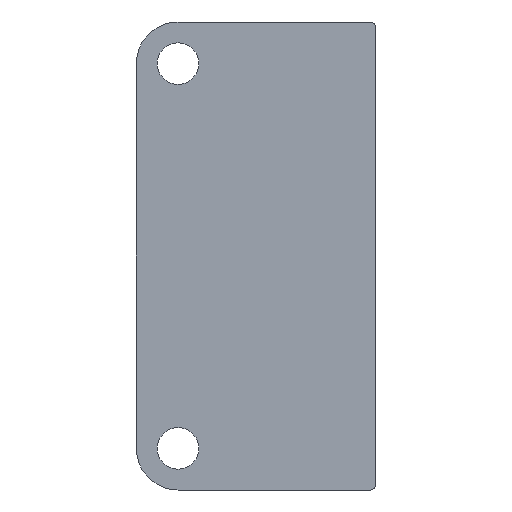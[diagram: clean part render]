
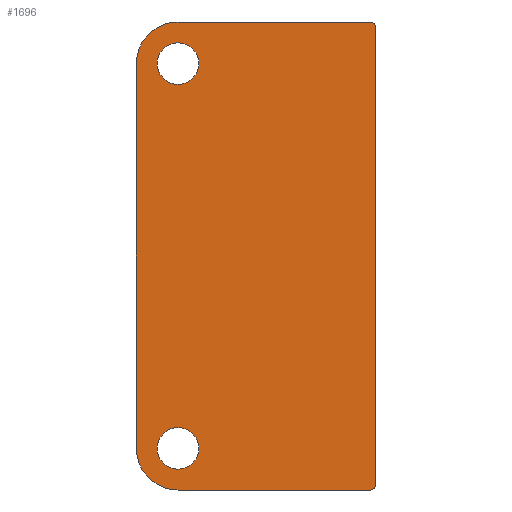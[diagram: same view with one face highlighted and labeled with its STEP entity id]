
A CAD part, left-side view. The second image highlights one B-rep face of the part: STEP entity #1696.
In plain terms, the highlighted planar face has unit normal (-1, 0, 0).
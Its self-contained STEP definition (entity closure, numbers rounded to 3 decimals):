
#44=FACE_BOUND('',#320,.T.);
#45=FACE_BOUND('',#321,.T.);
#97=PLANE('',#1896);
#193=FACE_OUTER_BOUND('',#319,.T.);
#319=EDGE_LOOP('',(#1450,#1451,#1452,#1453,#1454,#1455,#1456,#1457));
#320=EDGE_LOOP('',(#1458));
#321=EDGE_LOOP('',(#1459));
#326=LINE('',#2402,#454);
#336=LINE('',#2443,#464);
#448=LINE('',#2838,#576);
#449=LINE('',#2840,#577);
#454=VECTOR('',#1911,100.);
#464=VECTOR('',#1947,100.);
#576=VECTOR('',#2381,100.);
#577=VECTOR('',#2384,100.);
#579=CIRCLE('',#1719,0.5);
#589=CIRCLE('',#1732,0.5);
#658=CIRCLE('',#1887,2.);
#659=CIRCLE('',#1889,2.);
#660=CIRCLE('',#1891,4.);
#661=CIRCLE('',#1893,4.);
#664=VERTEX_POINT('',#2392);
#665=VERTEX_POINT('',#2394);
#667=VERTEX_POINT('',#2400);
#683=VERTEX_POINT('',#2436);
#684=VERTEX_POINT('',#2438);
#685=VERTEX_POINT('',#2442);
#804=VERTEX_POINT('',#2824);
#805=VERTEX_POINT('',#2827);
#806=VERTEX_POINT('',#2830);
#807=VERTEX_POINT('',#2834);
#810=EDGE_CURVE('',#664,#665,#579,.T.);
#814=EDGE_CURVE('',#667,#664,#326,.T.);
#832=EDGE_CURVE('',#683,#684,#589,.T.);
#834=EDGE_CURVE('',#684,#685,#336,.T.);
#1012=EDGE_CURVE('',#804,#804,#658,.T.);
#1013=EDGE_CURVE('',#805,#805,#659,.T.);
#1014=EDGE_CURVE('',#685,#806,#660,.T.);
#1017=EDGE_CURVE('',#807,#667,#661,.T.);
#1018=EDGE_CURVE('',#806,#807,#448,.T.);
#1019=EDGE_CURVE('',#665,#683,#449,.T.);
#1450=ORIENTED_EDGE('',*,*,#810,.F.);
#1451=ORIENTED_EDGE('',*,*,#814,.F.);
#1452=ORIENTED_EDGE('',*,*,#1017,.F.);
#1453=ORIENTED_EDGE('',*,*,#1018,.F.);
#1454=ORIENTED_EDGE('',*,*,#1014,.F.);
#1455=ORIENTED_EDGE('',*,*,#834,.F.);
#1456=ORIENTED_EDGE('',*,*,#832,.F.);
#1457=ORIENTED_EDGE('',*,*,#1019,.F.);
#1458=ORIENTED_EDGE('',*,*,#1012,.T.);
#1459=ORIENTED_EDGE('',*,*,#1013,.T.);
#1696=ADVANCED_FACE('',(#193,#44,#45),#97,.F.);
#1719=AXIS2_PLACEMENT_3D('',#2395,#1904,#1905);
#1732=AXIS2_PLACEMENT_3D('',#2439,#1942,#1943);
#1887=AXIS2_PLACEMENT_3D('',#2825,#2363,#2364);
#1889=AXIS2_PLACEMENT_3D('',#2828,#2367,#2368);
#1891=AXIS2_PLACEMENT_3D('',#2831,#2371,#2372);
#1893=AXIS2_PLACEMENT_3D('',#2836,#2377,#2378);
#1896=AXIS2_PLACEMENT_3D('',#2841,#2385,#2386);
#1904=DIRECTION('center_axis',(1.,0.,0.));
#1905=DIRECTION('ref_axis',(0.,-0.707,0.707));
#1911=DIRECTION('',(0.,-1.,0.));
#1942=DIRECTION('center_axis',(1.,0.,0.));
#1943=DIRECTION('ref_axis',(0.,-0.707,-0.707));
#1947=DIRECTION('',(0.,1.,0.));
#2363=DIRECTION('center_axis',(1.,0.,0.));
#2364=DIRECTION('ref_axis',(0.,0.,1.));
#2367=DIRECTION('center_axis',(1.,0.,0.));
#2368=DIRECTION('ref_axis',(0.,0.,1.));
#2371=DIRECTION('center_axis',(1.,0.,0.));
#2372=DIRECTION('ref_axis',(0.,0.707,-0.707));
#2377=DIRECTION('center_axis',(1.,0.,0.));
#2378=DIRECTION('ref_axis',(0.,0.707,0.707));
#2381=DIRECTION('',(0.,0.,1.));
#2384=DIRECTION('',(0.,0.,-1.));
#2385=DIRECTION('center_axis',(1.,0.,0.));
#2386=DIRECTION('ref_axis',(0.,0.,-1.));
#2392=CARTESIAN_POINT('',(0.,-11.,22.5));
#2394=CARTESIAN_POINT('',(0.,-11.5,22.));
#2395=CARTESIAN_POINT('Origin',(0.,-11.,22.));
#2400=CARTESIAN_POINT('',(0.,7.5,22.5));
#2402=CARTESIAN_POINT('',(0.,11.5,22.5));
#2436=CARTESIAN_POINT('',(0.,-11.5,-22.));
#2438=CARTESIAN_POINT('',(0.,-11.,-22.5));
#2439=CARTESIAN_POINT('Origin',(0.,-11.,-22.));
#2442=CARTESIAN_POINT('',(0.,7.5,-22.5));
#2443=CARTESIAN_POINT('',(0.,-11.5,-22.5));
#2824=CARTESIAN_POINT('',(0.,7.5,-20.5));
#2825=CARTESIAN_POINT('Origin',(0.,7.5,-18.5));
#2827=CARTESIAN_POINT('',(0.,7.5,16.5));
#2828=CARTESIAN_POINT('Origin',(0.,7.5,18.5));
#2830=CARTESIAN_POINT('',(0.,11.5,-18.5));
#2831=CARTESIAN_POINT('Origin',(0.,7.5,-18.5));
#2834=CARTESIAN_POINT('',(0.,11.5,18.5));
#2836=CARTESIAN_POINT('Origin',(0.,7.5,18.5));
#2838=CARTESIAN_POINT('',(0.,11.5,-22.5));
#2840=CARTESIAN_POINT('',(0.,-11.5,22.5));
#2841=CARTESIAN_POINT('Origin',(0.,0.,0.));
